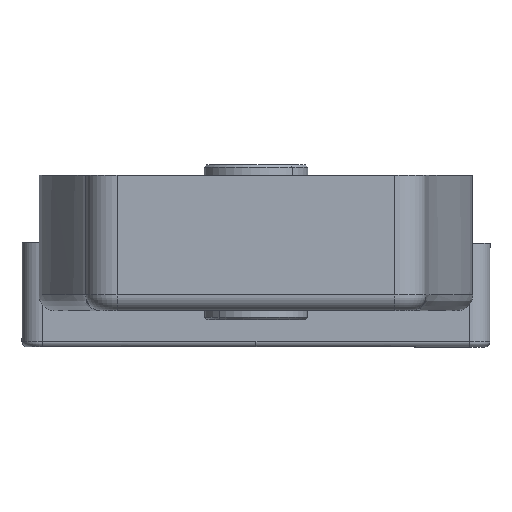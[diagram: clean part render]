
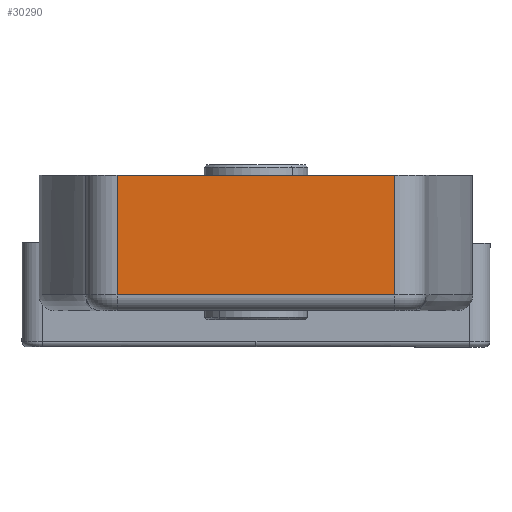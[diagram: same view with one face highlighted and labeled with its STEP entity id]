
A CAD part, front view. The second image highlights one B-rep face of the part: STEP entity #30290.
In plain terms, the highlighted planar face has unit normal (0, -1, 0).
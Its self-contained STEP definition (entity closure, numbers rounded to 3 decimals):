
#712 = VERTEX_POINT ( 'NONE', #18099 ) ;
#4383 = VECTOR ( 'NONE', #9105, 1000. ) ;
#5147 = CARTESIAN_POINT ( 'NONE',  ( -13.35, -13.85, 0. ) ) ;
#5550 = DIRECTION ( 'NONE',  ( 0., 1., 0. ) ) ;
#6268 = DIRECTION ( 'NONE',  ( 0., 0., -1. ) ) ;
#7051 = VERTEX_POINT ( 'NONE', #5147 ) ;
#8128 = CARTESIAN_POINT ( 'NONE',  ( 0., -13.85, -13. ) ) ;
#9105 = DIRECTION ( 'NONE',  ( -1., 0., 0. ) ) ;
#9111 = VERTEX_POINT ( 'NONE', #30864 ) ;
#9599 = ORIENTED_EDGE ( 'NONE', *, *, #20566, .T. ) ;
#9607 = ORIENTED_EDGE ( 'NONE', *, *, #16296, .T. ) ;
#11439 = LINE ( 'NONE', #31508, #18251 ) ;
#14121 = EDGE_CURVE ( 'NONE', #24315, #7051, #24148, .T. ) ;
#14276 = CARTESIAN_POINT ( 'NONE',  ( 13.35, -13.85, 0. ) ) ;
#15315 = VECTOR ( 'NONE', #19606, 1000. ) ;
#16164 = CARTESIAN_POINT ( 'NONE',  ( -13.35, -13.85, -13. ) ) ;
#16177 = EDGE_LOOP ( 'NONE', ( #9607, #9599, #30449, #23123 ) ) ;
#16296 = EDGE_CURVE ( 'NONE', #7051, #9111, #31220, .T. ) ;
#18099 = CARTESIAN_POINT ( 'NONE',  ( 13.35, -13.85, -11.5 ) ) ;
#18251 = VECTOR ( 'NONE', #6268, 1000. ) ;
#18332 = VECTOR ( 'NONE', #18432, 1000. ) ;
#18432 = DIRECTION ( 'NONE',  ( 0., 0., -1. ) ) ;
#19291 = CARTESIAN_POINT ( 'NONE',  ( 0., -13.85, -11.5 ) ) ;
#19606 = DIRECTION ( 'NONE',  ( 1., 0., 0. ) ) ;
#20566 = EDGE_CURVE ( 'NONE', #9111, #712, #31753, .T. ) ;
#22225 = FACE_OUTER_BOUND ( 'NONE', #16177, .T. ) ;
#23123 = ORIENTED_EDGE ( 'NONE', *, *, #14121, .T. ) ;
#24148 = LINE ( 'NONE', #31595, #4383 ) ;
#24315 = VERTEX_POINT ( 'NONE', #14276 ) ;
#26920 = EDGE_CURVE ( 'NONE', #24315, #712, #11439, .T. ) ;
#27855 = DIRECTION ( 'NONE',  ( -1., 0., 0. ) ) ;
#29186 = AXIS2_PLACEMENT_3D ( 'NONE', #8128, #5550, #27855 ) ;
#30290 = ADVANCED_FACE ( 'NONE', ( #22225 ), #30298, .F. ) ;
#30298 = PLANE ( 'NONE',  #29186 ) ;
#30449 = ORIENTED_EDGE ( 'NONE', *, *, #26920, .F. ) ;
#30864 = CARTESIAN_POINT ( 'NONE',  ( -13.35, -13.85, -11.5 ) ) ;
#31220 = LINE ( 'NONE', #16164, #18332 ) ;
#31508 = CARTESIAN_POINT ( 'NONE',  ( 13.35, -13.85, -13. ) ) ;
#31595 = CARTESIAN_POINT ( 'NONE',  ( 0., -13.85, 0. ) ) ;
#31753 = LINE ( 'NONE', #19291, #15315 ) ;
